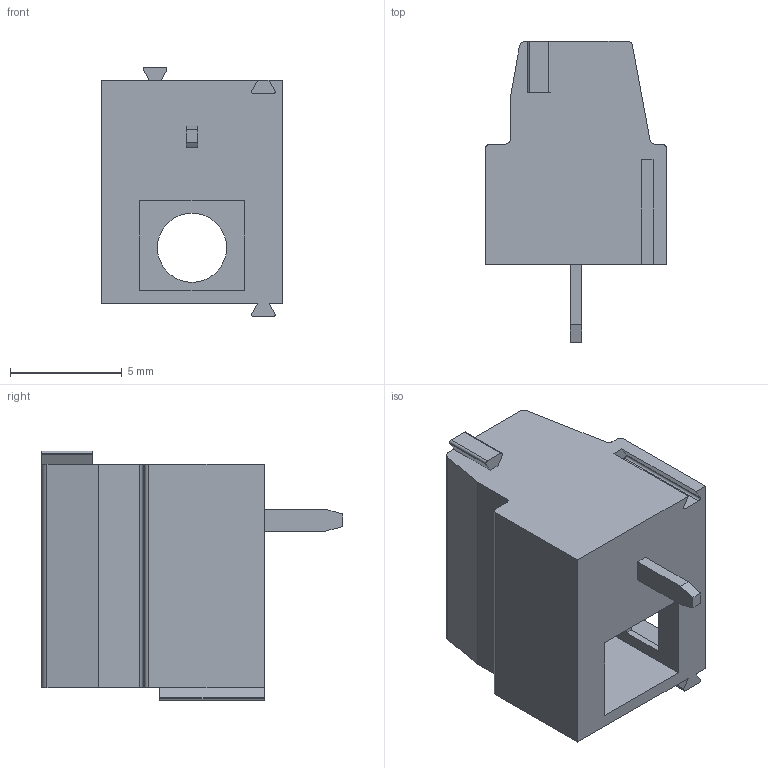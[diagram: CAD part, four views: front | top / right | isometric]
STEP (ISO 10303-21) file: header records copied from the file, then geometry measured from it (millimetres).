
FILE_DESCRIPTION(('STEP AP214'),'1');
FILE_NAME('691213810001.stp','2018-02-20T08:09:19',('TraceParts'),('TraceParts S.A.'),'Spatial InterOp 3D',' ',' ');
FILE_SCHEMA(('automotive_design'));
Length unit declared in the file: millimetre
Products named in the file (1): 691213810001
Bounding box: 8.1 x 13.5 x 11.2 mm (x, y, z)
Volume: 462 mm3; surface area: 753.6 mm2
Topology: 1 solids, 1 shells, 101 faces, 271 edges, 178 vertices
Faces by surface type: plane 73, cylinder 28
Entity records: 3973 total; most frequent: CARTESIAN_POINT 551, ORIENTED_EDGE 542, DIRECTION 535, EDGE_CURVE 271, LINE 211, VECTOR 211, VERTEX_POINT 178, AXIS2_PLACEMENT_3D 162
